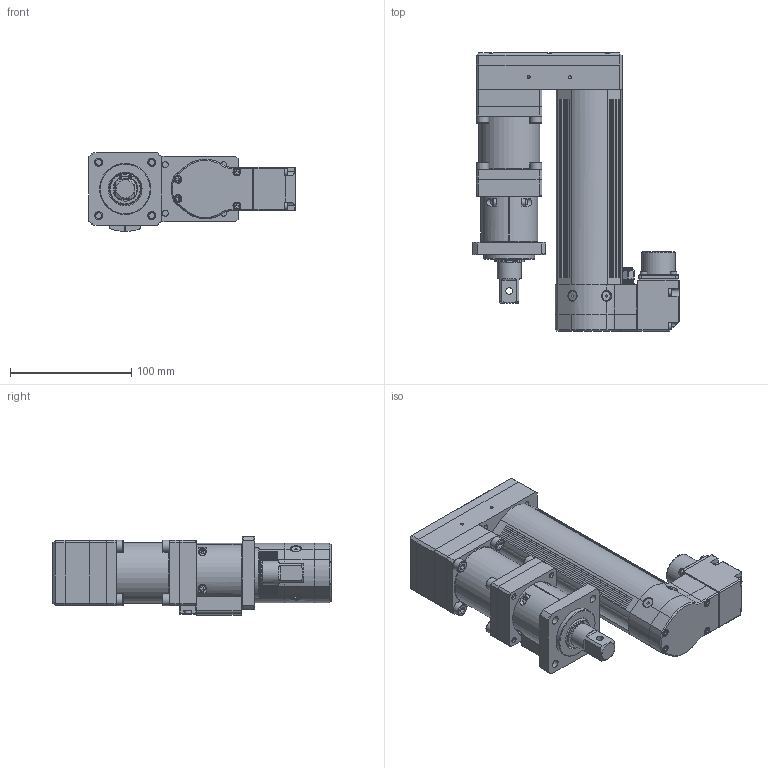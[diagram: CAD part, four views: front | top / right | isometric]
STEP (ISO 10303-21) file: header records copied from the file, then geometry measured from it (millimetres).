
FILE_DESCRIPTION(/* description */ (''),/* implementation_level */ '2;1');
FILE_NAME(/* name */ '14T-24044_CFT-162RS3-SUL-X24044(OUTLINE)_20241202.stp',/* time_stamp */ '2024-12-02T10:16:10+09:00',/* author */ ('yumi_'),/* organization */ (''),/* preprocessor_version */ 'ST-DEVELOPER v19.2',/* originating_system */ 'Autodesk Inventor 2023',/* authorisation */ '');
FILE_SCHEMA (('AUTOMOTIVE_DESIGN { 1 0 10303 214 3 1 1 }'));
Length unit declared in the file: millimetre
Products named in the file (1): 14T-24044_CFT-162RS3-SUL-X24044(OUTLINE)_20241129_
Bounding box: 170 x 229 x 65 mm (x, y, z)
Volume: 1015482.6 mm3; surface area: 120383.6 mm2
Topology: 1 solids, 1 shells, 1047 faces, 2672 edges, 1721 vertices
Faces by surface type: plane 628, cylinder 246, cone 107, torus 43, sphere 16, bspline 7
Full cylindrical faces by diameter (mm): 1 x14, 1.5 x2, 1.6 x4, 2.459 x8, 4 x2, 4.5 x2, 4.917 x8, 5.5 x17, 6 x4, 6.2 x3, 6.5 x4, 6.647 x4, 6.8 x2, 7.4 x2, 7.6 x1, 7.7 x1, 8 x4, 8.2 x1, 8.459 x6, 9 x10, 9.2 x1, 10 x14, 11 x6, 19 x1, 20 x2, 20.8 x1, 21 x1, 26 x1, 27.4 x1, 41 x1
Entity records: 34552 total; most frequent: CARTESIAN_POINT 8579, ORIENTED_EDGE 5238, DIRECTION 5096, EDGE_CURVE 2619, AXIS2_PLACEMENT_3D 1811, VERTEX_POINT 1721, LINE 1474, VECTOR 1474
